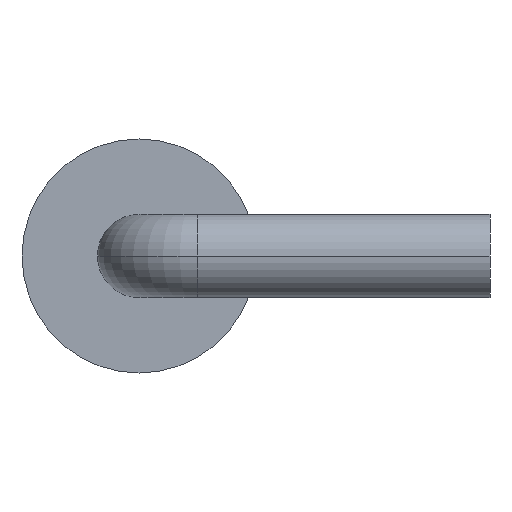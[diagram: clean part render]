
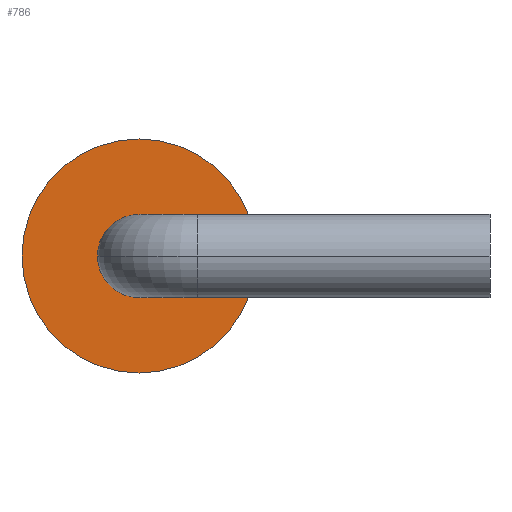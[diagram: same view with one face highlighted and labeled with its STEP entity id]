
A CAD part, front view. The second image highlights one B-rep face of the part: STEP entity #786.
In plain terms, the highlighted planar face has unit normal (0, -1, 0).
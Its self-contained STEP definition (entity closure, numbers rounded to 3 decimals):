
#34 = PLANE ( 'NONE',  #362 ) ;
#65 = CARTESIAN_POINT ( 'NONE',  ( 0.355, 0., 0. ) ) ;
#89 = CARTESIAN_POINT ( 'NONE',  ( 0., 0., 0. ) ) ;
#96 = DIRECTION ( 'NONE',  ( 0., -1., 0. ) ) ;
#108 = ORIENTED_EDGE ( 'NONE', *, *, #230, .F. ) ;
#120 = DIRECTION ( 'NONE',  ( 0., 0., 1. ) ) ;
#178 = CIRCLE ( 'NONE', #830, 1. ) ;
#181 = CARTESIAN_POINT ( 'NONE',  ( 0., 0., 0. ) ) ;
#189 = AXIS2_PLACEMENT_3D ( 'NONE', #89, #531, #443 ) ;
#193 = EDGE_LOOP ( 'NONE', ( #435, #108 ) ) ;
#210 = CIRCLE ( 'NONE', #320, 0.355 ) ;
#230 = EDGE_CURVE ( 'NONE', #645, #576, #560, .T. ) ;
#235 = CARTESIAN_POINT ( 'NONE',  ( -0.355, 0., 0. ) ) ;
#251 = DIRECTION ( 'NONE',  ( 0., 0., -1. ) ) ;
#271 = DIRECTION ( 'NONE',  ( 0., 0., -1. ) ) ;
#278 = DIRECTION ( 'NONE',  ( 0., -1., 0. ) ) ;
#320 = AXIS2_PLACEMENT_3D ( 'NONE', #932, #278, #271 ) ;
#341 = VERTEX_POINT ( 'NONE', #609 ) ;
#361 = FACE_BOUND ( 'NONE', #193, .T. ) ;
#362 = AXIS2_PLACEMENT_3D ( 'NONE', #181, #405, #120 ) ;
#405 = DIRECTION ( 'NONE',  ( 0., 1., 0. ) ) ;
#432 = EDGE_CURVE ( 'NONE', #576, #645, #210, .T. ) ;
#435 = ORIENTED_EDGE ( 'NONE', *, *, #432, .F. ) ;
#443 = DIRECTION ( 'NONE',  ( 0., 0., 1. ) ) ;
#453 = VERTEX_POINT ( 'NONE', #690 ) ;
#475 = ORIENTED_EDGE ( 'NONE', *, *, #697, .F. ) ;
#489 = CIRCLE ( 'NONE', #189, 1. ) ;
#500 = DIRECTION ( 'NONE',  ( 0., 1., 0. ) ) ;
#531 = DIRECTION ( 'NONE',  ( 0., 1., 0. ) ) ;
#560 = CIRCLE ( 'NONE', #596, 0.355 ) ;
#576 = VERTEX_POINT ( 'NONE', #65 ) ;
#596 = AXIS2_PLACEMENT_3D ( 'NONE', #601, #96, #251 ) ;
#601 = CARTESIAN_POINT ( 'NONE',  ( 0., 0., 0. ) ) ;
#609 = CARTESIAN_POINT ( 'NONE',  ( 0., 0., 1. ) ) ;
#624 = FACE_OUTER_BOUND ( 'NONE', #809, .T. ) ;
#645 = VERTEX_POINT ( 'NONE', #235 ) ;
#690 = CARTESIAN_POINT ( 'NONE',  ( 0., 0., -1. ) ) ;
#697 = EDGE_CURVE ( 'NONE', #453, #341, #489, .T. ) ;
#777 = DIRECTION ( 'NONE',  ( 0., 0., 1. ) ) ;
#786 = ADVANCED_FACE ( 'NONE', ( #361, #624 ), #34, .F. ) ;
#809 = EDGE_LOOP ( 'NONE', ( #475, #882 ) ) ;
#830 = AXIS2_PLACEMENT_3D ( 'NONE', #934, #500, #777 ) ;
#841 = EDGE_CURVE ( 'NONE', #341, #453, #178, .T. ) ;
#882 = ORIENTED_EDGE ( 'NONE', *, *, #841, .F. ) ;
#932 = CARTESIAN_POINT ( 'NONE',  ( 0., 0., 0. ) ) ;
#934 = CARTESIAN_POINT ( 'NONE',  ( 0., 0., 0. ) ) ;
